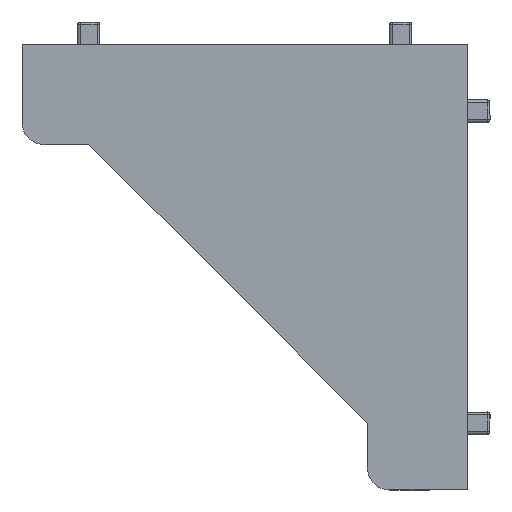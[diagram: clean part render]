
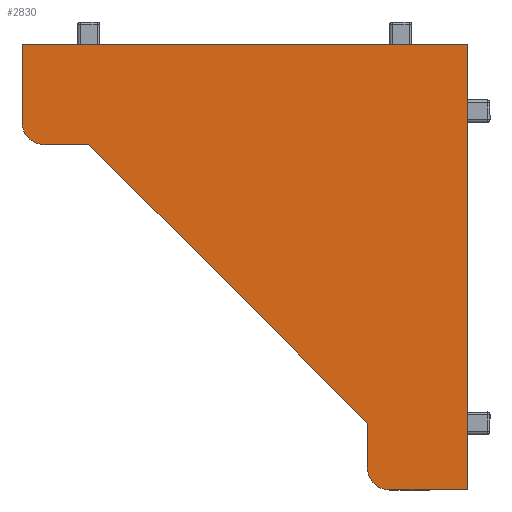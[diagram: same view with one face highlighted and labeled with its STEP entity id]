
A CAD part, left-side view. The second image highlights one B-rep face of the part: STEP entity #2830.
In plain terms, the highlighted planar face has unit normal (-1, 0, 0).
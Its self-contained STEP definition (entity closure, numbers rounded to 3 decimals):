
#186 = AXIS2_PLACEMENT_3D ( 'NONE', #382, #383, #384 ) ;
#216 = AXIS2_PLACEMENT_3D ( 'NONE', #2360, #2362, #2364 ) ;
#254 = AXIS2_PLACEMENT_3D ( 'NONE', #665, #666, #667 ) ;
#319 = CARTESIAN_POINT ( 'NONE',  ( 0., 20., 0. ) ) ;
#320 = DIRECTION ( 'NONE',  ( 0., 1., 0. ) ) ;
#375 = CARTESIAN_POINT ( 'NONE',  ( 0., 0., -20. ) ) ;
#376 = DIRECTION ( 'NONE',  ( 0., 0., 1. ) ) ;
#377 = CARTESIAN_POINT ( 'NONE',  ( 0., 3.5, -40. ) ) ;
#378 = DIRECTION ( 'NONE',  ( 0., -1., 0. ) ) ;
#382 = CARTESIAN_POINT ( 'NONE',  ( 0., 7., -38. ) ) ;
#383 = DIRECTION ( 'NONE',  ( -1., 0., 0. ) ) ;
#384 = DIRECTION ( 'NONE',  ( 0., 0., 1. ) ) ;
#401 = CARTESIAN_POINT ( 'NONE',  ( 0., 9., -20. ) ) ;
#402 = DIRECTION ( 'NONE',  ( 0., 0., -1. ) ) ;
#405 = CARTESIAN_POINT ( 'NONE',  ( 0., 34., -9. ) ) ;
#406 = DIRECTION ( 'NONE',  ( 0., -0.707, -0.707 ) ) ;
#664 = PLANE ( 'NONE',  #254 ) ;
#665 = CARTESIAN_POINT ( 'NONE',  ( 0., 0., -40. ) ) ;
#666 = DIRECTION ( 'NONE',  ( -1., 0., 0. ) ) ;
#667 = DIRECTION ( 'NONE',  ( 0., 0., 1. ) ) ;
#1029 = FACE_OUTER_BOUND ( 'NONE', #2343, .T. ) ;
#1066 = EDGE_CURVE ( 'NONE', #3901, #3560, #1924, .T. ) ;
#1093 = EDGE_CURVE ( 'NONE', #2065, #3901, #3629, .T. ) ;
#1094 = EDGE_CURVE ( 'NONE', #1739, #2065, #3631, .T. ) ;
#1096 = EDGE_CURVE ( 'NONE', #1655, #1739, #3638, .T. ) ;
#1104 = EDGE_CURVE ( 'NONE', #1748, #1655, #3609, .T. ) ;
#1106 = EDGE_CURVE ( 'NONE', #1752, #1748, #3640, .T. ) ;
#1506 = ORIENTED_EDGE ( 'NONE', *, *, #1106, .T. ) ;
#1507 = ORIENTED_EDGE ( 'NONE', *, *, #1104, .T. ) ;
#1508 = ORIENTED_EDGE ( 'NONE', *, *, #2562, .T. ) ;
#1509 = ORIENTED_EDGE ( 'NONE', *, *, #1096, .T. ) ;
#1510 = ORIENTED_EDGE ( 'NONE', *, *, #1094, .T. ) ;
#1511 = ORIENTED_EDGE ( 'NONE', *, *, #1093, .T. ) ;
#1512 = ORIENTED_EDGE ( 'NONE', *, *, #1066, .T. ) ;
#1513 = ORIENTED_EDGE ( 'NONE', *, *, #2552, .T. ) ;
#1514 = ORIENTED_EDGE ( 'NONE', *, *, #2558, .T. ) ;
#1655 = VERTEX_POINT ( 'NONE', #3360 ) ;
#1667 = VERTEX_POINT ( 'NONE', #3372 ) ;
#1739 = VERTEX_POINT ( 'NONE', #3373 ) ;
#1746 = VERTEX_POINT ( 'NONE', #3380 ) ;
#1748 = VERTEX_POINT ( 'NONE', #3382 ) ;
#1752 = VERTEX_POINT ( 'NONE', #3386 ) ;
#1922 = VECTOR ( 'NONE', #320, 1000. ) ;
#1924 = LINE ( 'NONE', #319, #1922 ) ;
#2065 = VERTEX_POINT ( 'NONE', #3404 ) ;
#2119 = VECTOR ( 'NONE', #2384, 1000. ) ;
#2120 = LINE ( 'NONE', #2382, #2119 ) ;
#2144 = CIRCLE ( 'NONE', #216, 2. ) ;
#2170 = LINE ( 'NONE', #2333, #2171 ) ;
#2171 = VECTOR ( 'NONE', #2335, 1000. ) ;
#2333 = CARTESIAN_POINT ( 'NONE',  ( 0., 40., -20. ) ) ;
#2335 = DIRECTION ( 'NONE',  ( 0., 0., -1. ) ) ;
#2343 = EDGE_LOOP ( 'NONE', ( #1508, #1506, #1507, #1509, #1510, #1511, #1512, #1513, #1514 ) ) ;
#2360 = CARTESIAN_POINT ( 'NONE',  ( 0., 38., -7. ) ) ;
#2362 = DIRECTION ( 'NONE',  ( -1., 0., 0. ) ) ;
#2364 = DIRECTION ( 'NONE',  ( 0., 0., 1. ) ) ;
#2382 = CARTESIAN_POINT ( 'NONE',  ( 0., 20., -9. ) ) ;
#2384 = DIRECTION ( 'NONE',  ( 0., -1., 0. ) ) ;
#2552 = EDGE_CURVE ( 'NONE', #3560, #1746, #2170, .T. ) ;
#2558 = EDGE_CURVE ( 'NONE', #1746, #1667, #2144, .T. ) ;
#2562 = EDGE_CURVE ( 'NONE', #1667, #1752, #2120, .T. ) ;
#2830 = ADVANCED_FACE ( 'NONE', ( #1029 ), #664, .T. ) ;
#2868 = CARTESIAN_POINT ( 'NONE',  ( 0., 40., 0. ) ) ;
#2888 = CARTESIAN_POINT ( 'NONE',  ( 0., 0., 0. ) ) ;
#3360 = CARTESIAN_POINT ( 'NONE',  ( 0., 9., -38. ) ) ;
#3372 = CARTESIAN_POINT ( 'NONE',  ( 0., 38., -9. ) ) ;
#3373 = CARTESIAN_POINT ( 'NONE',  ( 0., 7., -40. ) ) ;
#3380 = CARTESIAN_POINT ( 'NONE',  ( 0., 40., -7. ) ) ;
#3382 = CARTESIAN_POINT ( 'NONE',  ( 0., 9., -34. ) ) ;
#3386 = CARTESIAN_POINT ( 'NONE',  ( 0., 34., -9. ) ) ;
#3404 = CARTESIAN_POINT ( 'NONE',  ( 0., 0., -40. ) ) ;
#3560 = VERTEX_POINT ( 'NONE', #2868 ) ;
#3609 = LINE ( 'NONE', #401, #3633 ) ;
#3629 = LINE ( 'NONE', #375, #3630 ) ;
#3630 = VECTOR ( 'NONE', #376, 1000. ) ;
#3631 = LINE ( 'NONE', #377, #3632 ) ;
#3632 = VECTOR ( 'NONE', #378, 1000. ) ;
#3633 = VECTOR ( 'NONE', #402, 1000. ) ;
#3638 = CIRCLE ( 'NONE', #186, 2. ) ;
#3640 = LINE ( 'NONE', #405, #3641 ) ;
#3641 = VECTOR ( 'NONE', #406, 1000. ) ;
#3901 = VERTEX_POINT ( 'NONE', #2888 ) ;
